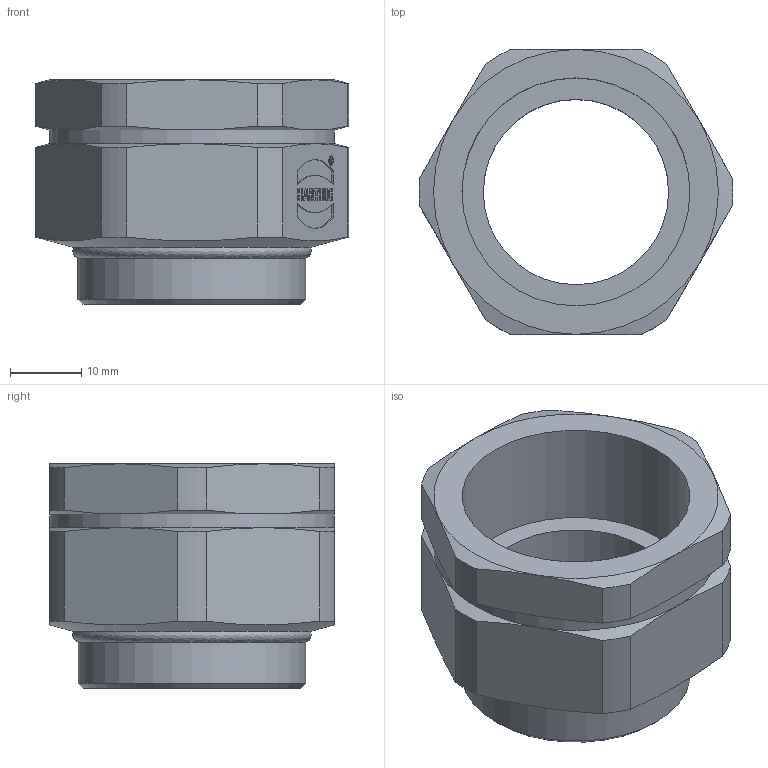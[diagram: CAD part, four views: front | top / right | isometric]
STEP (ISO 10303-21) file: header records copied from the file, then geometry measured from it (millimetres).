
FILE_DESCRIPTION(/* description */ (''),/* implementation_level */ '2;1');
FILE_NAME(/* name */ '100568092ugm000_b.stp',/* time_stamp */ '2019-10-31T13:59:21+01:00',/* author */ (''),/* organization */ (''),/* preprocessor_version */ 'ST-DEVELOPER v16.7',/* originating_system */ 'SIEMENS PLM Software NX 12.0',/* authorisation */ '');
FILE_SCHEMA (('AUTOMOTIVE_DESIGN { 1 0 10303 214 3 1 1 1 }'));
Length unit declared in the file: millimetre
Products named in the file (1): 100568092ugm000_b
Bounding box: 43.99 x 40 x 31.5 mm (x, y, z)
Volume: 17330.7 mm3; surface area: 8462.9 mm2
Topology: 1 solids, 1 shells, 154 faces, 482 edges, 432 vertices
Faces by surface type: plane 105, cylinder 26, cone 20, extrusion 2, bspline 1
Full cylindrical faces by diameter (mm): 1.1 x1, 1.3 x1, 26 x1, 32 x2, 40 x1
Entity records: 6612 total; most frequent: CARTESIAN_POINT 1164, DIRECTION 814, ORIENTED_EDGE 764, EDGE_CURVE 382, VECTOR 336, LINE 334, VERTEX_POINT 255, PRESENTATION_STYLE_ASSIGNMENT 243
